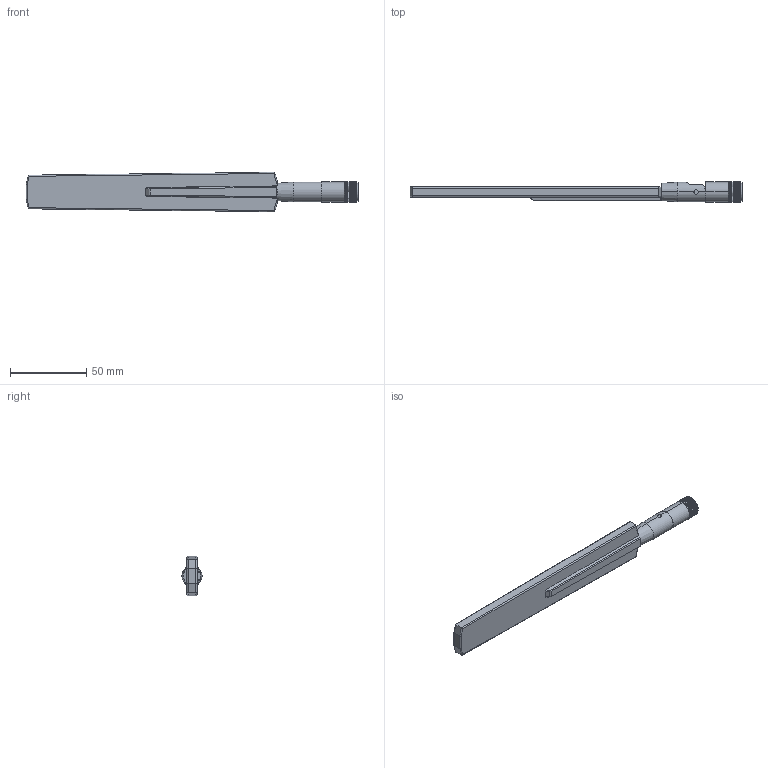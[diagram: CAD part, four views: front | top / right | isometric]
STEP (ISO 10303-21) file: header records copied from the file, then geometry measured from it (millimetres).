
FILE_DESCRIPTION (( 'STEP AP214' ), '1' );
FILE_NAME ('FM51RD1005_3D.step', '2022-12-30T19:39:33', ( '' ), ( '' ), 'SwSTEP 2.0', 'SolidWorks 2022', '' );
FILE_SCHEMA (( 'AUTOMOTIVE_DESIGN' ));
Length unit declared in the file: inch
Products named in the file (3): FM51RD1005_3D; Copy of HG2458-5RD-RSP_SWIVEL^FM51RD1005; Copy of HG2458-5RD-RSP_ANTENNA^FM51RD1005
Assembly tree (2 placements, depth 2):
  FM51RD1005_3D
    Copy of HG2458-5RD-RSP_ANTENNA^FM51RD1005
    Copy of HG2458-5RD-RSP_SWIVEL^FM51RD1005
Bounding box: 218.36 x 13.23 x 25.91 mm (x, y, z)
Volume: 33324.7 mm3; surface area: 14434.5 mm2
Topology: 2 solids, 2 shells, 458 faces, 1236 edges, 802 vertices
Faces by surface type: plane 231, cylinder 189, cone 28, torus 10
Entity records: 20473 total; most frequent: CARTESIAN_POINT 2676, DIRECTION 2542, ORIENTED_EDGE 2472, EDGE_CURVE 1236, AXIS2_PLACEMENT_3D 866, VECTOR 810, LINE 810, VERTEX_POINT 802
